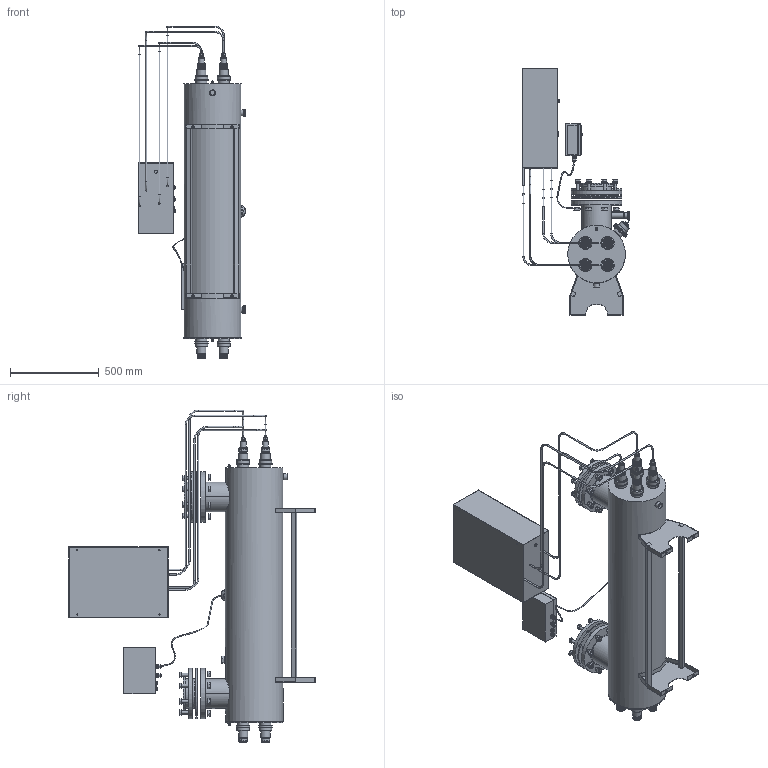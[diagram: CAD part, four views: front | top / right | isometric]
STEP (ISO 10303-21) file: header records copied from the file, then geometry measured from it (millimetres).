
FILE_DESCRIPTION (( 'STEP AP203' ), '1' );
FILE_NAME ('Ñáîðêà ÓÔÓ-150.STEP', '2024-08-15T13:05:20', ( '' ), ( '' ), 'SwSTEP 2.0', 'SolidWorks 2022', '' );
FILE_SCHEMA (( 'CONFIG_CONTROL_DESIGN' ));
Products named in the file (1): Сборка УФУ-150
Bounding box: 608.2 x 1390 x 1873.27 mm (x, y, z)
Volume: 137259460.4 mm3; surface area: 6455998.6 mm2
Topology: 94 solids, 102 shells, 2498 faces, 5683 edges, 3663 vertices
Faces by surface type: plane 1323, cylinder 516, cone 290, bspline 265, torus 68, sphere 36
Full cylindrical faces by diameter (mm): 2 x3, 5 x13, 5.2 x2, 5.5 x4, 6 x14, 6.4 x4, 6.5 x2, 7 x4, 8 x24, 10 x8, 12 x10, 13 x4, 14 x2, 14.2 x2, 14.376 x4, 14.5 x1, 15 x1, 15.939 x2, 16 x30, 17.004 x1, 17.276 x2, 17.5 x16, 18 x33, 18.631 x1, 19.1 x1, 19.4 x1, 20 x5, 21 x3, 22 x16, 24 x1
Entity records: 83492 total; most frequent: CARTESIAN_POINT 32508, ORIENTED_EDGE 9752, DIRECTION 9566, EDGE_CURVE 4876, EDGE_LOOP 3608, AXIS2_PLACEMENT_3D 3596, VERTEX_POINT 3462, FACE_OUTER_BOUND 2965
